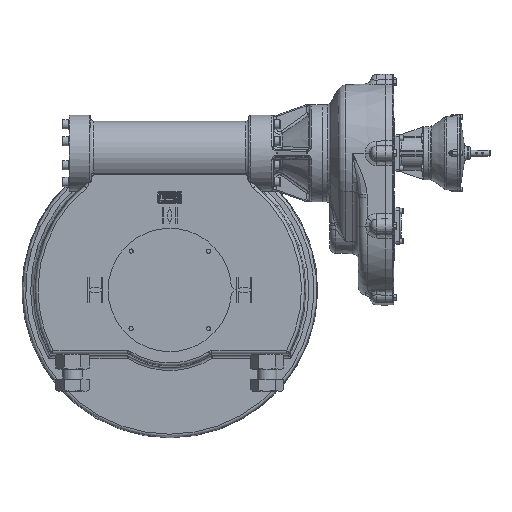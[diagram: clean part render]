
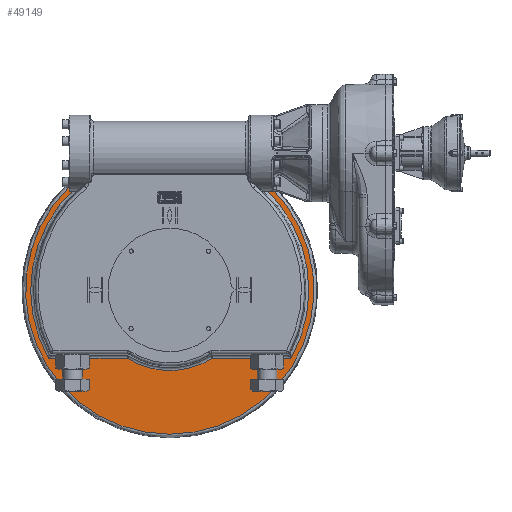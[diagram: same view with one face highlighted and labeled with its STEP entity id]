
A CAD part, top view. The second image highlights one B-rep face of the part: STEP entity #49149.
In plain terms, the highlighted planar face has unit normal (0, 0, 1).
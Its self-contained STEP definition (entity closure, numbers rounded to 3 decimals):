
#1175=CIRCLE('',#51590,474.073);
#1259=CIRCLE('',#51762,457.546);
#1260=CIRCLE('',#51763,264.546);
#1261=CIRCLE('',#51764,457.546);
#5108=LINE('',#116345,#7783);
#5109=LINE('',#116931,#7784);
#5110=LINE('',#116943,#7785);
#5111=LINE('',#116970,#7786);
#5226=LINE('',#120489,#7901);
#5227=LINE('',#120493,#7902);
#7783=VECTOR('',#58149,1000.);
#7784=VECTOR('',#58188,1000.);
#7785=VECTOR('',#58197,1000.);
#7786=VECTOR('',#58204,1000.);
#7901=VECTOR('',#58661,1000.);
#7902=VECTOR('',#58664,1000.);
#18694=ORIENTED_EDGE('',*,*,#27894,.F.);
#18695=ORIENTED_EDGE('',*,*,#27892,.T.);
#18696=ORIENTED_EDGE('',*,*,#27890,.T.);
#18697=ORIENTED_EDGE('',*,*,#28203,.T.);
#18698=ORIENTED_EDGE('',*,*,#28204,.T.);
#18699=ORIENTED_EDGE('',*,*,#28205,.T.);
#18700=ORIENTED_EDGE('',*,*,#28206,.T.);
#18701=ORIENTED_EDGE('',*,*,#28207,.T.);
#18702=ORIENTED_EDGE('',*,*,#28208,.T.);
#18703=ORIENTED_EDGE('',*,*,#28157,.T.);
#18704=ORIENTED_EDGE('',*,*,#27846,.T.);
#18705=ORIENTED_EDGE('',*,*,#27900,.T.);
#18706=ORIENTED_EDGE('',*,*,#27898,.F.);
#18707=ORIENTED_EDGE('',*,*,#27896,.T.);
#27846=EDGE_CURVE('',#33511,#33514,#5108,.T.);
#27890=EDGE_CURVE('',#33546,#33545,#5109,.T.);
#27892=EDGE_CURVE('',#33547,#33546,#37604,.T.);
#27894=EDGE_CURVE('',#33547,#33548,#5110,.F.);
#27896=EDGE_CURVE('',#33549,#33548,#1175,.T.);
#27898=EDGE_CURVE('',#33549,#33550,#5111,.T.);
#27900=EDGE_CURVE('',#33514,#33550,#37607,.T.);
#28157=EDGE_CURVE('',#33712,#33511,#37694,.T.);
#28203=EDGE_CURVE('',#33545,#33738,#37708,.T.);
#28204=EDGE_CURVE('',#33738,#33739,#1259,.F.);
#28205=EDGE_CURVE('',#33739,#33740,#5226,.T.);
#28206=EDGE_CURVE('',#33740,#33741,#1260,.F.);
#28207=EDGE_CURVE('',#33741,#33742,#5227,.T.);
#28208=EDGE_CURVE('',#33742,#33712,#1261,.F.);
#33511=VERTEX_POINT('',#116330);
#33514=VERTEX_POINT('',#116344);
#33545=VERTEX_POINT('',#116930);
#33546=VERTEX_POINT('',#116932);
#33547=VERTEX_POINT('',#116940);
#33548=VERTEX_POINT('',#116944);
#33549=VERTEX_POINT('',#116957);
#33550=VERTEX_POINT('',#116971);
#33712=VERTEX_POINT('',#119645);
#33738=VERTEX_POINT('',#120486);
#33739=VERTEX_POINT('',#120488);
#33740=VERTEX_POINT('',#120490);
#33741=VERTEX_POINT('',#120492);
#33742=VERTEX_POINT('',#120494);
#37604=B_SPLINE_CURVE_WITH_KNOTS('',3,(#116935,#116936,#116937,#116938,
#116939),.UNSPECIFIED.,.F.,.F.,(4,1,4),(0.,0.001,0.002),
 .UNSPECIFIED.);
#37607=B_SPLINE_CURVE_WITH_KNOTS('',3,(#116974,#116975,#116976,#116977,
#116978),.UNSPECIFIED.,.F.,.F.,(4,1,4),(0.,0.001,0.002),
 .UNSPECIFIED.);
#37694=B_SPLINE_CURVE_WITH_KNOTS('',3,(#119646,#119647,#119648,#119649),
 .UNSPECIFIED.,.F.,.F.,(4,4),(0.,1.),.UNSPECIFIED.);
#37708=B_SPLINE_CURVE_WITH_KNOTS('',3,(#120482,#120483,#120484,#120485),
 .UNSPECIFIED.,.F.,.F.,(4,4),(0.,1.),.UNSPECIFIED.);
#40729=EDGE_LOOP('',(#18694,#18695,#18696,#18697,#18698,#18699,#18700,#18701,
#18702,#18703,#18704,#18705,#18706,#18707));
#44515=FACE_BOUND('',#40729,.T.);
#46571=PLANE('',#51761);
#49149=ADVANCED_FACE('',(#44515),#46571,.T.);
#51590=AXIS2_PLACEMENT_3D('',#116956,#58200,#58201);
#51761=AXIS2_PLACEMENT_3D('',#120481,#58657,#58658);
#51762=AXIS2_PLACEMENT_3D('',#120487,#58659,#58660);
#51763=AXIS2_PLACEMENT_3D('',#120491,#58662,#58663);
#51764=AXIS2_PLACEMENT_3D('',#120495,#58665,#58666);
#58149=DIRECTION('',(0.,1.,0.));
#58188=DIRECTION('',(0.,-1.,0.));
#58197=DIRECTION('',(-1.,0.,0.));
#58200=DIRECTION('',(0.,0.,1.));
#58201=DIRECTION('',(1.,0.,0.));
#58204=DIRECTION('',(1.,0.,0.));
#58657=DIRECTION('',(0.,0.,1.));
#58658=DIRECTION('',(1.,0.,0.));
#58659=DIRECTION('',(0.,0.,1.));
#58660=DIRECTION('',(1.,0.,0.));
#58661=DIRECTION('',(-1.,0.,0.));
#58662=DIRECTION('',(0.,0.,1.));
#58663=DIRECTION('',(1.,0.,0.));
#58664=DIRECTION('',(-1.,0.,0.));
#58665=DIRECTION('',(0.,0.,1.));
#58666=DIRECTION('',(1.,0.,0.));
#116330=CARTESIAN_POINT('',(-310.,337.018,-60.));
#116344=CARTESIAN_POINT('',(-310.,339.203,-60.));
#116345=CARTESIAN_POINT('',(-310.,450.,-60.));
#116930=CARTESIAN_POINT('',(310.,337.018,-60.));
#116931=CARTESIAN_POINT('',(310.,-486.,-60.));
#116932=CARTESIAN_POINT('',(310.,339.203,-60.));
#116935=CARTESIAN_POINT('',(311.,338.067,-60.));
#116936=CARTESIAN_POINT('',(310.717,338.067,-60.));
#116937=CARTESIAN_POINT('',(310.183,338.357,-60.));
#116938=CARTESIAN_POINT('',(310.,338.921,-60.));
#116939=CARTESIAN_POINT('',(310.,339.203,-60.));
#116940=CARTESIAN_POINT('',(311.,338.067,-60.));
#116943=CARTESIAN_POINT('',(1775.493,338.067,-60.));
#116944=CARTESIAN_POINT('',(332.349,338.067,-60.));
#116956=CARTESIAN_POINT('',(0.,0.,-60.));
#116957=CARTESIAN_POINT('',(-332.349,338.067,-60.));
#116970=CARTESIAN_POINT('',(-1775.493,338.067,-60.));
#116971=CARTESIAN_POINT('',(-311.,338.067,-60.));
#116974=CARTESIAN_POINT('',(-310.,339.203,-60.));
#116975=CARTESIAN_POINT('',(-310.,338.921,-60.));
#116976=CARTESIAN_POINT('',(-310.182,338.359,-60.));
#116977=CARTESIAN_POINT('',(-310.716,338.067,-60.));
#116978=CARTESIAN_POINT('',(-311.,338.067,-60.));
#119645=CARTESIAN_POINT('',(-309.463,337.018,-60.));
#119646=CARTESIAN_POINT('',(-309.463,337.018,-60.));
#119647=CARTESIAN_POINT('',(-309.642,337.018,-60.));
#119648=CARTESIAN_POINT('',(-309.821,337.018,-60.));
#119649=CARTESIAN_POINT('',(-310.,337.018,-60.));
#120481=CARTESIAN_POINT('',(0.,-486.,-60.));
#120482=CARTESIAN_POINT('',(310.,337.018,-60.));
#120483=CARTESIAN_POINT('',(309.821,337.018,-60.));
#120484=CARTESIAN_POINT('',(309.642,337.018,-60.));
#120485=CARTESIAN_POINT('',(309.463,337.018,-60.));
#120486=CARTESIAN_POINT('',(309.463,337.018,-60.));
#120487=CARTESIAN_POINT('',(0.,0.,-60.));
#120488=CARTESIAN_POINT('',(398.657,-224.546,-60.));
#120489=CARTESIAN_POINT('',(137.081,-224.546,-60.));
#120490=CARTESIAN_POINT('',(139.87,-224.546,-60.));
#120491=CARTESIAN_POINT('',(0.,0.,-60.));
#120492=CARTESIAN_POINT('',(-139.87,-224.546,-60.));
#120493=CARTESIAN_POINT('',(-392.972,-224.546,-60.));
#120494=CARTESIAN_POINT('',(-398.657,-224.546,-60.));
#120495=CARTESIAN_POINT('',(0.,0.,-60.));
